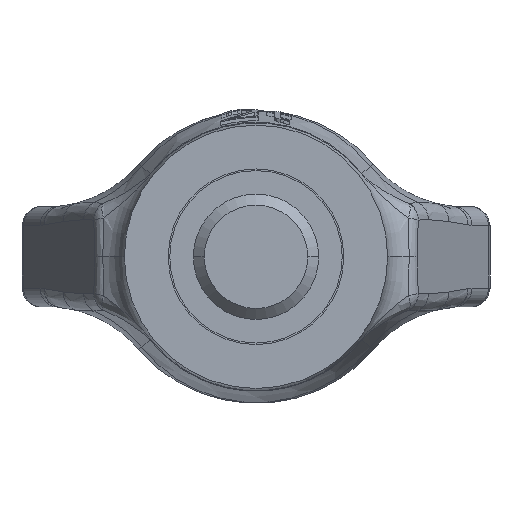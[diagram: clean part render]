
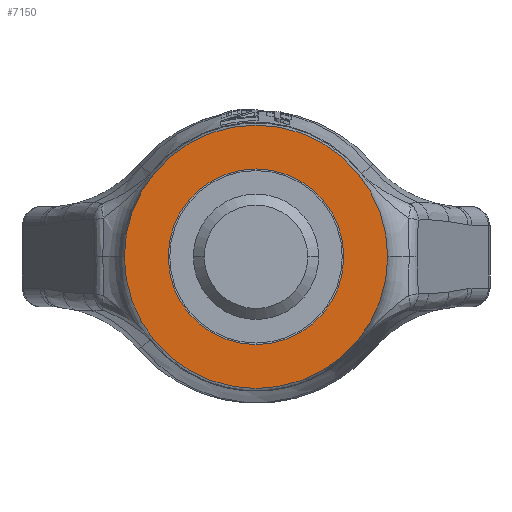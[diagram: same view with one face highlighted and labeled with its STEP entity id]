
A CAD part, front view. The second image highlights one B-rep face of the part: STEP entity #7150.
In plain terms, the highlighted planar face has unit normal (0, -1, 0).
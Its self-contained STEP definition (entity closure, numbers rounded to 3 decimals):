
#276=CARTESIAN_POINT('',(0.,-37.5,0.));
#277=DIRECTION('',(0.,1.,0.));
#278=DIRECTION('',(-1.,0.,0.));
#279=AXIS2_PLACEMENT_3D('',#276,#277,#278);
#281=CARTESIAN_POINT('',(0.,-37.5,0.));
#282=DIRECTION('',(0.,-1.,0.));
#283=DIRECTION('',(-1.,0.,0.));
#284=AXIS2_PLACEMENT_3D('',#281,#282,#283);
#286=CARTESIAN_POINT('',(0.,-37.5,0.));
#287=DIRECTION('',(0.,-1.,0.));
#288=DIRECTION('',(-1.,0.,0.));
#289=AXIS2_PLACEMENT_3D('',#286,#287,#288);
#291=CARTESIAN_POINT('',(0.,-37.5,0.));
#292=DIRECTION('',(0.,-1.,0.));
#293=DIRECTION('',(1.,0.,0.));
#294=AXIS2_PLACEMENT_3D('',#291,#292,#293);
#5544=CARTESIAN_POINT('',(-14.,-37.5,0.));
#5545=CARTESIAN_POINT('',(14.,-37.5,0.));
#5546=VERTEX_POINT('',#5544);
#5547=VERTEX_POINT('',#5545);
#6837=CARTESIAN_POINT('',(21.,-37.5,0.));
#6839=VERTEX_POINT('',#6837);
#6841=CARTESIAN_POINT('',(-21.,-37.5,0.));
#6843=VERTEX_POINT('',#6841);
#7135=CARTESIAN_POINT('',(-22.728,-37.5,0.));
#7136=DIRECTION('',(0.,-1.,0.));
#7137=DIRECTION('',(1.,0.,0.));
#7138=AXIS2_PLACEMENT_3D('',#7135,#7136,#7137);
#7139=PLANE('',#7138);
#7140=ORIENTED_EDGE('',*,*,#7120,.T.);
#7141=ORIENTED_EDGE('',*,*,#7109,.F.);
#7142=EDGE_LOOP('',(#7140,#7141));
#7143=FACE_OUTER_BOUND('',#7142,.F.);
#7145=ORIENTED_EDGE('',*,*,#7144,.T.);
#7147=ORIENTED_EDGE('',*,*,#7146,.T.);
#7148=EDGE_LOOP('',(#7145,#7147));
#7149=FACE_BOUND('',#7148,.F.);
#7150=ADVANCED_FACE('',(#7143,#7149),#7139,.T.);
#280=CIRCLE('',#279,21.);
#285=CIRCLE('',#284,21.);
#290=CIRCLE('',#289,14.);
#295=CIRCLE('',#294,14.);
#7109=EDGE_CURVE('',#6843,#6839,#285,.T.);
#7120=EDGE_CURVE('',#6843,#6839,#280,.T.);
#7144=EDGE_CURVE('',#5546,#5547,#290,.T.);
#7146=EDGE_CURVE('',#5547,#5546,#295,.T.);
